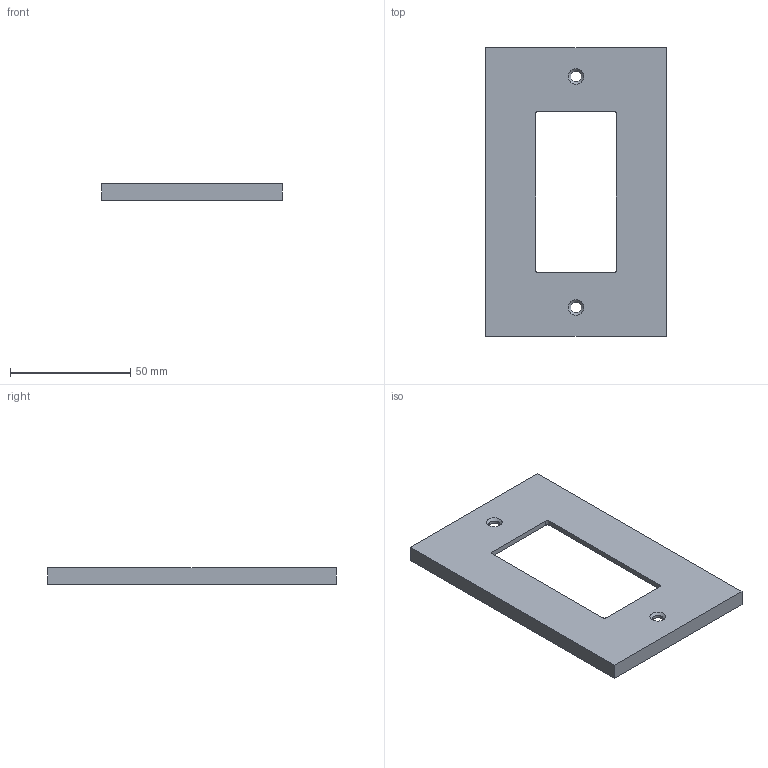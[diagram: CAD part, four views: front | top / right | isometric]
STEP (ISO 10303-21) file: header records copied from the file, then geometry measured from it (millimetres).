
FILE_DESCRIPTION(/* description */ (''),/* implementation_level */ '2;1');
FILE_NAME(/* name */ 'Decora cover v5.step',/* time_stamp */ '2023-08-03T08:43:49-04:00',/* author */ (''),/* organization */ (''),/* preprocessor_version */ 'ST-DEVELOPER v20',/* originating_system */ 'Autodesk Translation Framework v12.9.0.99',/* authorisation */ '');
FILE_SCHEMA (('AUTOMOTIVE_DESIGN { 1 0 10303 214 3 1 1 }'));
Length unit declared in the file: millimetre
Products named in the file (1): Decora cover
Bounding box: 75 x 120 x 6.7 mm (x, y, z)
Volume: 17369.8 mm3; surface area: 18249.8 mm2
Topology: 1 solids, 1 shells, 23 faces, 58 edges, 38 vertices
Faces by surface type: plane 15, cylinder 6, cone 2
Full cylindrical faces by diameter (mm): 4.5 x2
Entity records: 742 total; most frequent: DIRECTION 120, CARTESIAN_POINT 120, ORIENTED_EDGE 116, EDGE_CURVE 58, LINE 44, VECTOR 44, VERTEX_POINT 38, AXIS2_PLACEMENT_3D 38
